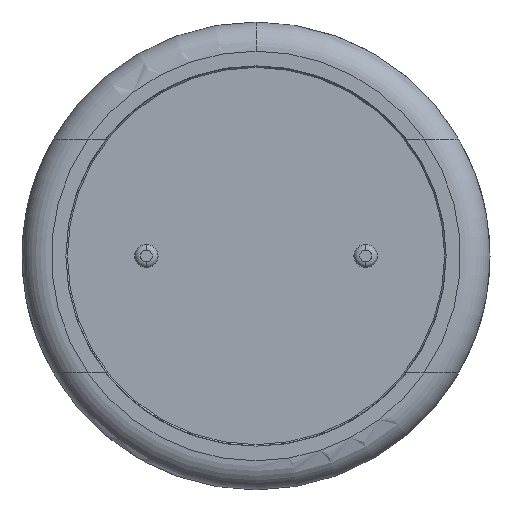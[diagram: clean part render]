
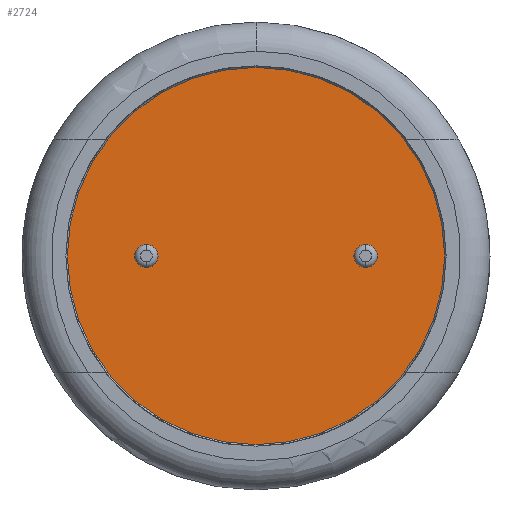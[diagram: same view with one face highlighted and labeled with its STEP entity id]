
A CAD part, front view. The second image highlights one B-rep face of the part: STEP entity #2724.
In plain terms, the highlighted planar face has unit normal (0, -1, 0).
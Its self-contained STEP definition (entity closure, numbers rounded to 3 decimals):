
#84 = DIRECTION ( 'NONE',  ( 0., -1., 0. ) ) ;
#108 = VERTEX_POINT ( 'NONE', #4295 ) ;
#173 = CARTESIAN_POINT ( 'NONE',  ( -3.75, 0.1, 0.4 ) ) ;
#206 = EDGE_CURVE ( 'NONE', #4566, #4603, #350, .T. ) ;
#214 = DIRECTION ( 'NONE',  ( 0., 0., -1. ) ) ;
#245 = AXIS2_PLACEMENT_3D ( 'NONE', #2901, #763, #6527 ) ;
#307 = FACE_BOUND ( 'NONE', #6398, .T. ) ;
#350 = CIRCLE ( 'NONE', #1985, 0.4 ) ;
#432 = CARTESIAN_POINT ( 'NONE',  ( -3.75, 0.1, 0. ) ) ;
#672 = ORIENTED_EDGE ( 'NONE', *, *, #1792, .F. ) ;
#763 = DIRECTION ( 'NONE',  ( 0., -1., 0. ) ) ;
#820 = AXIS2_PLACEMENT_3D ( 'NONE', #1013, #1499, #972 ) ;
#972 = DIRECTION ( 'NONE',  ( 0., 0., -1. ) ) ;
#1013 = CARTESIAN_POINT ( 'NONE',  ( 0., 0.1, 0. ) ) ;
#1117 = AXIS2_PLACEMENT_3D ( 'NONE', #432, #4654, #2506 ) ;
#1171 = DIRECTION ( 'NONE',  ( 0., 0., -1. ) ) ;
#1316 = DIRECTION ( 'NONE',  ( 0., 0., -1. ) ) ;
#1338 = CIRCLE ( 'NONE', #1117, 0.4 ) ;
#1353 = CARTESIAN_POINT ( 'NONE',  ( 3.75, 0.1, 0. ) ) ;
#1499 = DIRECTION ( 'NONE',  ( 0., -1., 0. ) ) ;
#1713 = ORIENTED_EDGE ( 'NONE', *, *, #2682, .F. ) ;
#1792 = EDGE_CURVE ( 'NONE', #4603, #4566, #1338, .T. ) ;
#1854 = DIRECTION ( 'NONE',  ( 0., -1., 0. ) ) ;
#1985 = AXIS2_PLACEMENT_3D ( 'NONE', #3035, #1854, #2930 ) ;
#2211 = AXIS2_PLACEMENT_3D ( 'NONE', #6321, #84, #1171 ) ;
#2309 = CIRCLE ( 'NONE', #4076, 6.45 ) ;
#2411 = PLANE ( 'NONE',  #820 ) ;
#2506 = DIRECTION ( 'NONE',  ( 0., 0., 1. ) ) ;
#2509 = ORIENTED_EDGE ( 'NONE', *, *, #5359, .T. ) ;
#2682 = EDGE_CURVE ( 'NONE', #6257, #3241, #3466, .T. ) ;
#2724 = ADVANCED_FACE ( 'NONE', ( #5012, #307, #4494 ), #2411, .T. ) ;
#2901 = CARTESIAN_POINT ( 'NONE',  ( 0., 0.1, 0. ) ) ;
#2930 = DIRECTION ( 'NONE',  ( 0., 0., 1. ) ) ;
#3035 = CARTESIAN_POINT ( 'NONE',  ( -3.75, 0.1, 0. ) ) ;
#3102 = CIRCLE ( 'NONE', #245, 6.45 ) ;
#3188 = EDGE_CURVE ( 'NONE', #3241, #6257, #6714, .T. ) ;
#3241 = VERTEX_POINT ( 'NONE', #4011 ) ;
#3466 = CIRCLE ( 'NONE', #4217, 0.4 ) ;
#3563 = ORIENTED_EDGE ( 'NONE', *, *, #206, .F. ) ;
#3650 = EDGE_LOOP ( 'NONE', ( #4309, #2509 ) ) ;
#4011 = CARTESIAN_POINT ( 'NONE',  ( 3.75, 0.1, -0.4 ) ) ;
#4026 = ORIENTED_EDGE ( 'NONE', *, *, #3188, .F. ) ;
#4076 = AXIS2_PLACEMENT_3D ( 'NONE', #4824, #4854, #214 ) ;
#4217 = AXIS2_PLACEMENT_3D ( 'NONE', #1353, #5509, #1316 ) ;
#4295 = CARTESIAN_POINT ( 'NONE',  ( 0., 0.1, 6.45 ) ) ;
#4309 = ORIENTED_EDGE ( 'NONE', *, *, #6227, .T. ) ;
#4494 = FACE_OUTER_BOUND ( 'NONE', #3650, .T. ) ;
#4566 = VERTEX_POINT ( 'NONE', #173 ) ;
#4603 = VERTEX_POINT ( 'NONE', #5914 ) ;
#4654 = DIRECTION ( 'NONE',  ( 0., -1., 0. ) ) ;
#4824 = CARTESIAN_POINT ( 'NONE',  ( 0., 0.1, 0. ) ) ;
#4854 = DIRECTION ( 'NONE',  ( 0., -1., 0. ) ) ;
#5012 = FACE_BOUND ( 'NONE', #6376, .T. ) ;
#5103 = CARTESIAN_POINT ( 'NONE',  ( 3.75, 0.1, 0.4 ) ) ;
#5202 = CARTESIAN_POINT ( 'NONE',  ( 0., 0.1, -6.45 ) ) ;
#5314 = VERTEX_POINT ( 'NONE', #5202 ) ;
#5359 = EDGE_CURVE ( 'NONE', #108, #5314, #2309, .T. ) ;
#5509 = DIRECTION ( 'NONE',  ( 0., -1., 0. ) ) ;
#5914 = CARTESIAN_POINT ( 'NONE',  ( -3.75, 0.1, -0.4 ) ) ;
#6227 = EDGE_CURVE ( 'NONE', #5314, #108, #3102, .T. ) ;
#6257 = VERTEX_POINT ( 'NONE', #5103 ) ;
#6321 = CARTESIAN_POINT ( 'NONE',  ( 3.75, 0.1, 0. ) ) ;
#6376 = EDGE_LOOP ( 'NONE', ( #3563, #672 ) ) ;
#6398 = EDGE_LOOP ( 'NONE', ( #1713, #4026 ) ) ;
#6527 = DIRECTION ( 'NONE',  ( 0., 0., -1. ) ) ;
#6714 = CIRCLE ( 'NONE', #2211, 0.4 ) ;
